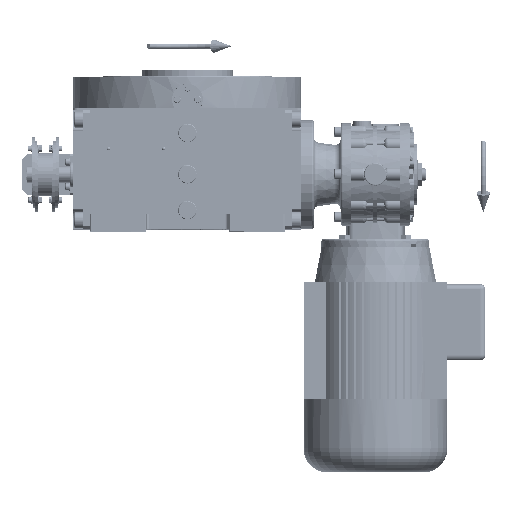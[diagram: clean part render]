
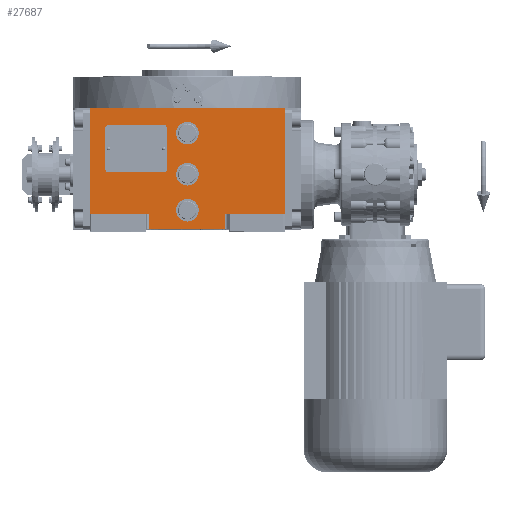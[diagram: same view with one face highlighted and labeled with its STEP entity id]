
A CAD part, top view. The second image highlights one B-rep face of the part: STEP entity #27687.
In plain terms, the highlighted planar face has unit normal (0, 0, 1).
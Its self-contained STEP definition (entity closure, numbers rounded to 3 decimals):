
#1511 = CIRCLE ( 'NONE', #159234, 11. ) ;
#2004 = CARTESIAN_POINT ( 'NONE',  ( 11., 0., 163.5 ) ) ;
#3485 = CARTESIAN_POINT ( 'NONE',  ( 11., -35., 163.5 ) ) ;
#7136 = VERTEX_POINT ( 'NONE', #2004 ) ;
#7434 = EDGE_CURVE ( 'NONE', #10807, #35140, #117144, .T. ) ;
#8337 = AXIS2_PLACEMENT_3D ( 'NONE', #97719, #108171, #83028 ) ;
#10807 = VERTEX_POINT ( 'NONE', #20018 ) ;
#13363 = EDGE_CURVE ( 'NONE', #152284, #102394, #91270, .T. ) ;
#14226 = ORIENTED_EDGE ( 'NONE', *, *, #126828, .F. ) ;
#15455 = DIRECTION ( 'NONE',  ( -1., 0., 0. ) ) ;
#15563 = DIRECTION ( 'NONE',  ( 0., 0., 1. ) ) ;
#19049 = DIRECTION ( 'NONE',  ( 0., -1., 0. ) ) ;
#20018 = CARTESIAN_POINT ( 'NONE',  ( 37., -38.5, 163.5 ) ) ;
#21117 = LINE ( 'NONE', #104273, #152225 ) ;
#22349 = EDGE_LOOP ( 'NONE', ( #129299, #137029 ) ) ;
#22439 = EDGE_CURVE ( 'NONE', #35140, #68374, #21117, .T. ) ;
#23566 = EDGE_LOOP ( 'NONE', ( #24201, #150227 ) ) ;
#23881 = ORIENTED_EDGE ( 'NONE', *, *, #22439, .T. ) ;
#24201 = ORIENTED_EDGE ( 'NONE', *, *, #155614, .F. ) ;
#26053 = DIRECTION ( 'NONE',  ( 0., 0., 1. ) ) ;
#27687 = ADVANCED_FACE ( 'NONE', ( #144867, #170842, #122916, #43205 ), #158705, .T. ) ;
#28062 = VERTEX_POINT ( 'NONE', #122732 ) ;
#29491 = EDGE_CURVE ( 'NONE', #7136, #48213, #96930, .T. ) ;
#33660 = VECTOR ( 'NONE', #19049, 1000. ) ;
#34234 = VECTOR ( 'NONE', #37948, 1000. ) ;
#35140 = VERTEX_POINT ( 'NONE', #64110 ) ;
#37948 = DIRECTION ( 'NONE',  ( 0., 1., 0. ) ) ;
#38952 = CARTESIAN_POINT ( 'NONE',  ( 37., -53.5, 163.5 ) ) ;
#42546 = CIRCLE ( 'NONE', #161541, 11. ) ;
#43205 = FACE_OUTER_BOUND ( 'NONE', #160999, .T. ) ;
#45145 = AXIS2_PLACEMENT_3D ( 'NONE', #134297, #15563, #170728 ) ;
#48213 = VERTEX_POINT ( 'NONE', #64684 ) ;
#48837 = DIRECTION ( 'NONE',  ( 1., 0., 0. ) ) ;
#51957 = ORIENTED_EDGE ( 'NONE', *, *, #155798, .F. ) ;
#52150 = VERTEX_POINT ( 'NONE', #125343 ) ;
#52713 = CARTESIAN_POINT ( 'NONE',  ( -37., -53.5, 163.5 ) ) ;
#53947 = DIRECTION ( 'NONE',  ( 0., 1., 0. ) ) ;
#55298 = EDGE_CURVE ( 'NONE', #48213, #7136, #1511, .T. ) ;
#58000 = EDGE_CURVE ( 'NONE', #52150, #136101, #67904, .T. ) ;
#59124 = DIRECTION ( 'NONE',  ( 1., 0., 0. ) ) ;
#61399 = EDGE_CURVE ( 'NONE', #62582, #72433, #110233, .T. ) ;
#62582 = VERTEX_POINT ( 'NONE', #96605 ) ;
#62664 = CARTESIAN_POINT ( 'NONE',  ( -94.5, 64.5, 163.5 ) ) ;
#64110 = CARTESIAN_POINT ( 'NONE',  ( 94.5, -38.5, 163.5 ) ) ;
#64656 = EDGE_CURVE ( 'NONE', #72433, #68374, #141504, .T. ) ;
#64684 = CARTESIAN_POINT ( 'NONE',  ( -11., 0., 163.5 ) ) ;
#65074 = DIRECTION ( 'NONE',  ( -1., 0., 0. ) ) ;
#66016 = DIRECTION ( 'NONE',  ( 0., 0., 1. ) ) ;
#67904 = CIRCLE ( 'NONE', #128757, 11. ) ;
#68374 = VERTEX_POINT ( 'NONE', #148303 ) ;
#69218 = CARTESIAN_POINT ( 'NONE',  ( 0., -35., 163.5 ) ) ;
#70618 = EDGE_LOOP ( 'NONE', ( #134845, #95449 ) ) ;
#72433 = VERTEX_POINT ( 'NONE', #144706 ) ;
#72443 = CARTESIAN_POINT ( 'NONE',  ( -37., -38.5, 163.5 ) ) ;
#74099 = VECTOR ( 'NONE', #48837, 1000. ) ;
#75199 = ORIENTED_EDGE ( 'NONE', *, *, #64656, .F. ) ;
#79047 = DIRECTION ( 'NONE',  ( 1., 0., 0. ) ) ;
#81371 = DIRECTION ( 'NONE',  ( 0., 0., 1. ) ) ;
#83028 = DIRECTION ( 'NONE',  ( 1., 0., 0. ) ) ;
#86682 = CARTESIAN_POINT ( 'NONE',  ( 37., -38.5, 163.5 ) ) ;
#89131 = CARTESIAN_POINT ( 'NONE',  ( 0., 40., 163.5 ) ) ;
#89536 = DIRECTION ( 'NONE',  ( 1., 0., 0. ) ) ;
#91270 = LINE ( 'NONE', #129400, #74099 ) ;
#92789 = VECTOR ( 'NONE', #169949, 1000. ) ;
#95449 = ORIENTED_EDGE ( 'NONE', *, *, #55298, .F. ) ;
#96605 = CARTESIAN_POINT ( 'NONE',  ( -94.5, -38.5, 163.5 ) ) ;
#96930 = CIRCLE ( 'NONE', #8337, 11. ) ;
#97719 = CARTESIAN_POINT ( 'NONE',  ( 0., 0., 163.5 ) ) ;
#97802 = CARTESIAN_POINT ( 'NONE',  ( -94.5, -53.5, 163.5 ) ) ;
#98755 = DIRECTION ( 'NONE',  ( 0., 0., 1. ) ) ;
#100462 = DIRECTION ( 'NONE',  ( 1., 0., 0. ) ) ;
#102394 = VERTEX_POINT ( 'NONE', #38952 ) ;
#104273 = CARTESIAN_POINT ( 'NONE',  ( 94.5, -38.5, 163.5 ) ) ;
#104724 = LINE ( 'NONE', #52713, #34234 ) ;
#105350 = ORIENTED_EDGE ( 'NONE', *, *, #170158, .T. ) ;
#107411 = ORIENTED_EDGE ( 'NONE', *, *, #13363, .T. ) ;
#108171 = DIRECTION ( 'NONE',  ( 0., 0., 1. ) ) ;
#110233 = LINE ( 'NONE', #124091, #154171 ) ;
#111125 = LINE ( 'NONE', #113692, #141166 ) ;
#113692 = CARTESIAN_POINT ( 'NONE',  ( -94.5, -38.5, 163.5 ) ) ;
#117144 = LINE ( 'NONE', #130122, #92789 ) ;
#119642 = CARTESIAN_POINT ( 'NONE',  ( 0., 0., 163.5 ) ) ;
#122732 = CARTESIAN_POINT ( 'NONE',  ( -11., 40., 163.5 ) ) ;
#122916 = FACE_BOUND ( 'NONE', #22349, .T. ) ;
#124091 = CARTESIAN_POINT ( 'NONE',  ( -94.5, -38.5, 163.5 ) ) ;
#124753 = CARTESIAN_POINT ( 'NONE',  ( 0., -35., 163.5 ) ) ;
#125343 = CARTESIAN_POINT ( 'NONE',  ( -11., -35., 163.5 ) ) ;
#126828 = EDGE_CURVE ( 'NONE', #10807, #102394, #150749, .T. ) ;
#127229 = DIRECTION ( 'NONE',  ( -1., 0., 0. ) ) ;
#128000 = ORIENTED_EDGE ( 'NONE', *, *, #7434, .T. ) ;
#128757 = AXIS2_PLACEMENT_3D ( 'NONE', #69218, #81371, #15455 ) ;
#129299 = ORIENTED_EDGE ( 'NONE', *, *, #155318, .F. ) ;
#129400 = CARTESIAN_POINT ( 'NONE',  ( -37., -53.5, 163.5 ) ) ;
#130070 = AXIS2_PLACEMENT_3D ( 'NONE', #97802, #66016, #79047 ) ;
#130122 = CARTESIAN_POINT ( 'NONE',  ( 37., -38.5, 163.5 ) ) ;
#134297 = CARTESIAN_POINT ( 'NONE',  ( 0., 40., 163.5 ) ) ;
#134845 = ORIENTED_EDGE ( 'NONE', *, *, #29491, .F. ) ;
#136101 = VERTEX_POINT ( 'NONE', #3485 ) ;
#137029 = ORIENTED_EDGE ( 'NONE', *, *, #160983, .F. ) ;
#137930 = VERTEX_POINT ( 'NONE', #164451 ) ;
#141166 = VECTOR ( 'NONE', #59124, 1000. ) ;
#141504 = LINE ( 'NONE', #62664, #146371 ) ;
#143624 = DIRECTION ( 'NONE',  ( 0., 0., 1. ) ) ;
#144706 = CARTESIAN_POINT ( 'NONE',  ( -94.5, 64.5, 163.5 ) ) ;
#144867 = FACE_BOUND ( 'NONE', #70618, .T. ) ;
#146371 = VECTOR ( 'NONE', #89536, 1000. ) ;
#147670 = CIRCLE ( 'NONE', #153214, 11. ) ;
#148303 = CARTESIAN_POINT ( 'NONE',  ( 94.5, 64.5, 163.5 ) ) ;
#150227 = ORIENTED_EDGE ( 'NONE', *, *, #58000, .F. ) ;
#150749 = LINE ( 'NONE', #86682, #33660 ) ;
#152225 = VECTOR ( 'NONE', #53947, 1000. ) ;
#152284 = VERTEX_POINT ( 'NONE', #169239 ) ;
#153214 = AXIS2_PLACEMENT_3D ( 'NONE', #124753, #98755, #100462 ) ;
#154171 = VECTOR ( 'NONE', #164782, 1000. ) ;
#155318 = EDGE_CURVE ( 'NONE', #137930, #28062, #161383, .T. ) ;
#155614 = EDGE_CURVE ( 'NONE', #136101, #52150, #147670, .T. ) ;
#155798 = EDGE_CURVE ( 'NONE', #152284, #158575, #104724, .T. ) ;
#158575 = VERTEX_POINT ( 'NONE', #72443 ) ;
#158705 = PLANE ( 'NONE',  #130070 ) ;
#159234 = AXIS2_PLACEMENT_3D ( 'NONE', #119642, #26053, #65074 ) ;
#160983 = EDGE_CURVE ( 'NONE', #28062, #137930, #42546, .T. ) ;
#160999 = EDGE_LOOP ( 'NONE', ( #107411, #14226, #128000, #23881, #75199, #165321, #105350, #51957 ) ) ;
#161383 = CIRCLE ( 'NONE', #45145, 11. ) ;
#161541 = AXIS2_PLACEMENT_3D ( 'NONE', #89131, #143624, #127229 ) ;
#164451 = CARTESIAN_POINT ( 'NONE',  ( 11., 40., 163.5 ) ) ;
#164782 = DIRECTION ( 'NONE',  ( 0., 1., 0. ) ) ;
#165321 = ORIENTED_EDGE ( 'NONE', *, *, #61399, .F. ) ;
#169239 = CARTESIAN_POINT ( 'NONE',  ( -37., -53.5, 163.5 ) ) ;
#169949 = DIRECTION ( 'NONE',  ( 1., 0., 0. ) ) ;
#170158 = EDGE_CURVE ( 'NONE', #62582, #158575, #111125, .T. ) ;
#170728 = DIRECTION ( 'NONE',  ( 1., 0., 0. ) ) ;
#170842 = FACE_BOUND ( 'NONE', #23566, .T. ) ;
